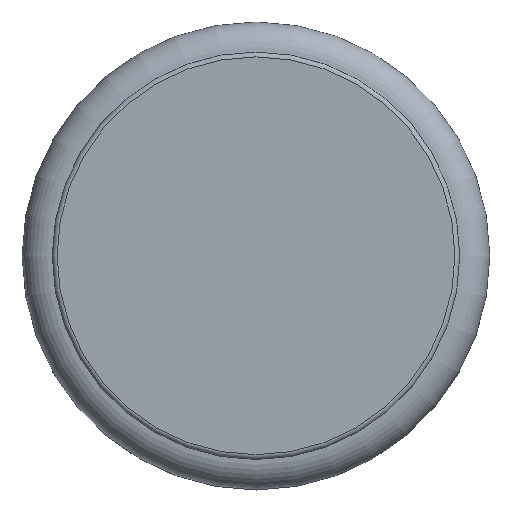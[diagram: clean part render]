
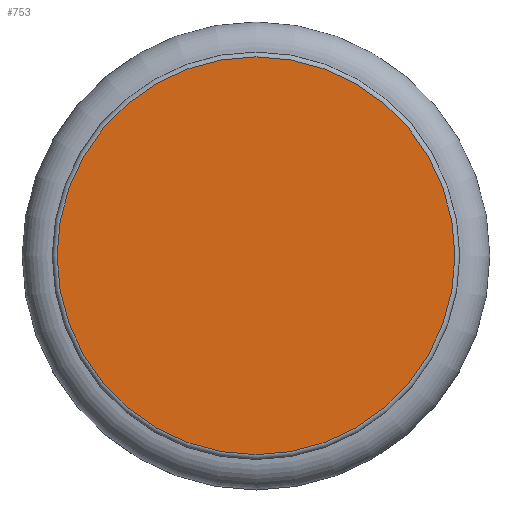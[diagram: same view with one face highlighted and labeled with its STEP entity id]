
A CAD part, top view. The second image highlights one B-rep face of the part: STEP entity #753.
In plain terms, the highlighted planar face has unit normal (0, 0, 1).
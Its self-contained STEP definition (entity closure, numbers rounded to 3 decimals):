
#27=CIRCLE('',#815,4.125);
#74=FACE_OUTER_BOUND('',#119,.T.);
#119=EDGE_LOOP('',(#540));
#335=VERTEX_POINT('',#1150);
#413=EDGE_CURVE('',#335,#335,#27,.T.);
#540=ORIENTED_EDGE('',*,*,#413,.F.);
#720=PLANE('',#818);
#753=ADVANCED_FACE('',(#74),#720,.T.);
#815=AXIS2_PLACEMENT_3D('',#1151,#922,#923);
#818=AXIS2_PLACEMENT_3D('',#1155,#928,#929);
#922=DIRECTION('center_axis',(0.,0.,-1.));
#923=DIRECTION('ref_axis',(1.,0.,0.));
#928=DIRECTION('center_axis',(0.,0.,1.));
#929=DIRECTION('ref_axis',(1.,0.,0.));
#1150=CARTESIAN_POINT('',(-4.125,0.,4.95));
#1151=CARTESIAN_POINT('Origin',(0.,0.,4.95));
#1155=CARTESIAN_POINT('Origin',(0.,0.,4.95));
